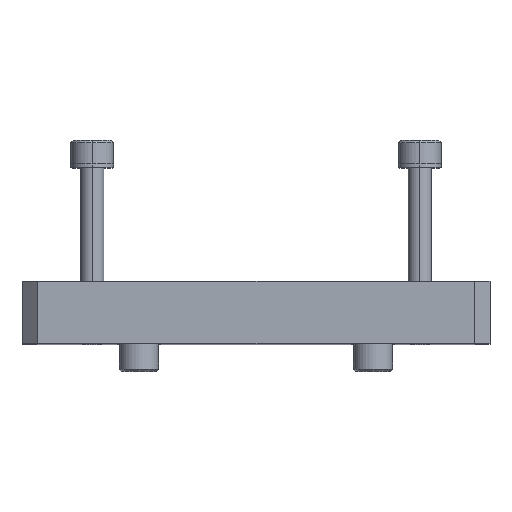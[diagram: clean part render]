
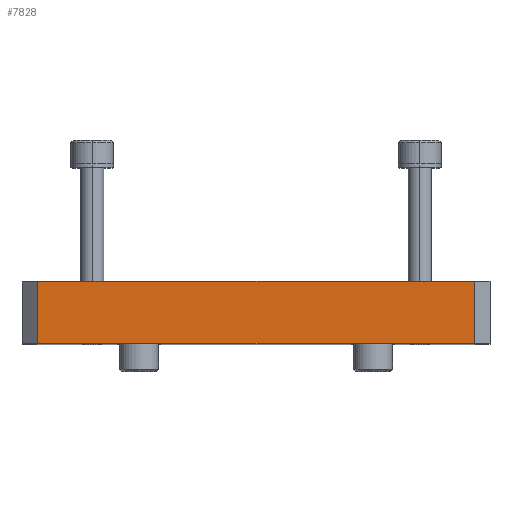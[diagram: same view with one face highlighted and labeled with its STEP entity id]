
A CAD part, top view. The second image highlights one B-rep face of the part: STEP entity #7828.
In plain terms, the highlighted planar face has unit normal (0, 0, 1).
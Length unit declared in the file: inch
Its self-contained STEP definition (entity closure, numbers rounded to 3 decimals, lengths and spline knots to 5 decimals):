
#314 = DIRECTION ( 'NONE',  ( -1., 0., 0. ) ) ;
#365 = EDGE_CURVE ( 'NONE', #699, #7554, #403, .T. ) ;
#403 = LINE ( 'NONE', #2091, #1928 ) ;
#699 = VERTEX_POINT ( 'NONE', #7307 ) ;
#863 = EDGE_CURVE ( 'NONE', #7554, #6605, #3352, .T. ) ;
#1430 = ORIENTED_EDGE ( 'NONE', *, *, #365, .F. ) ;
#1470 = CARTESIAN_POINT ( 'NONE',  ( -1.1811, 0.15748, 1.49606 ) ) ;
#1928 = VECTOR ( 'NONE', #6993, 39.37008 ) ;
#2016 = PLANE ( 'NONE',  #4841 ) ;
#2091 = CARTESIAN_POINT ( 'NONE',  ( 1.10236, 0.15748, 1.49606 ) ) ;
#2541 = FACE_OUTER_BOUND ( 'NONE', #4415, .T. ) ;
#2657 = CARTESIAN_POINT ( 'NONE',  ( -1.10236, 0.15748, 1.49606 ) ) ;
#2713 = DIRECTION ( 'NONE',  ( 1., 0., 0. ) ) ;
#2932 = VERTEX_POINT ( 'NONE', #6904 ) ;
#3253 = DIRECTION ( 'NONE',  ( 0., -1., 0. ) ) ;
#3352 = LINE ( 'NONE', #5145, #7177 ) ;
#3564 = ORIENTED_EDGE ( 'NONE', *, *, #7062, .F. ) ;
#4407 = DIRECTION ( 'NONE',  ( 0., 0., -1. ) ) ;
#4415 = EDGE_LOOP ( 'NONE', ( #1430, #3564, #5857, #6743 ) ) ;
#4540 = VECTOR ( 'NONE', #3253, 39.37008 ) ;
#4841 = AXIS2_PLACEMENT_3D ( 'NONE', #6798, #4407, #7403 ) ;
#5145 = CARTESIAN_POINT ( 'NONE',  ( -1.1811, -0.15748, 1.49606 ) ) ;
#5371 = CARTESIAN_POINT ( 'NONE',  ( 1.10236, -0.15748, 1.49606 ) ) ;
#5627 = LINE ( 'NONE', #1470, #6575 ) ;
#5685 = LINE ( 'NONE', #2657, #4540 ) ;
#5696 = EDGE_CURVE ( 'NONE', #2932, #6605, #5685, .T. ) ;
#5774 = CARTESIAN_POINT ( 'NONE',  ( -1.10236, -0.15748, 1.49606 ) ) ;
#5857 = ORIENTED_EDGE ( 'NONE', *, *, #5696, .T. ) ;
#6575 = VECTOR ( 'NONE', #2713, 39.37008 ) ;
#6605 = VERTEX_POINT ( 'NONE', #5774 ) ;
#6743 = ORIENTED_EDGE ( 'NONE', *, *, #863, .F. ) ;
#6798 = CARTESIAN_POINT ( 'NONE',  ( -1.1811, 0.15748, 1.49606 ) ) ;
#6904 = CARTESIAN_POINT ( 'NONE',  ( -1.10236, 0.15748, 1.49606 ) ) ;
#6993 = DIRECTION ( 'NONE',  ( 0., -1., 0. ) ) ;
#7062 = EDGE_CURVE ( 'NONE', #2932, #699, #5627, .T. ) ;
#7177 = VECTOR ( 'NONE', #314, 39.37008 ) ;
#7307 = CARTESIAN_POINT ( 'NONE',  ( 1.10236, 0.15748, 1.49606 ) ) ;
#7403 = DIRECTION ( 'NONE',  ( 0., 1., 0. ) ) ;
#7554 = VERTEX_POINT ( 'NONE', #5371 ) ;
#7828 = ADVANCED_FACE ( 'NONE', ( #2541 ), #2016, .F. ) ;
